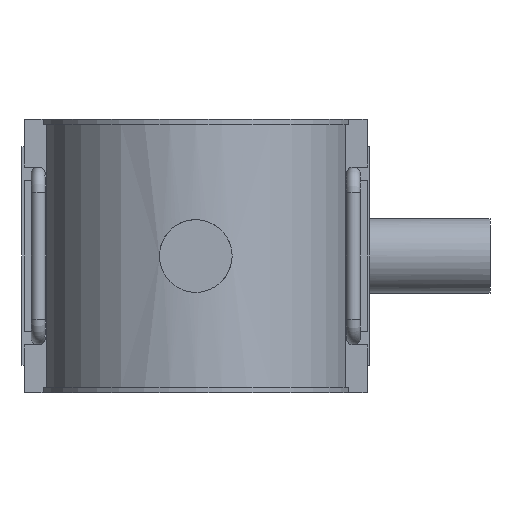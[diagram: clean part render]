
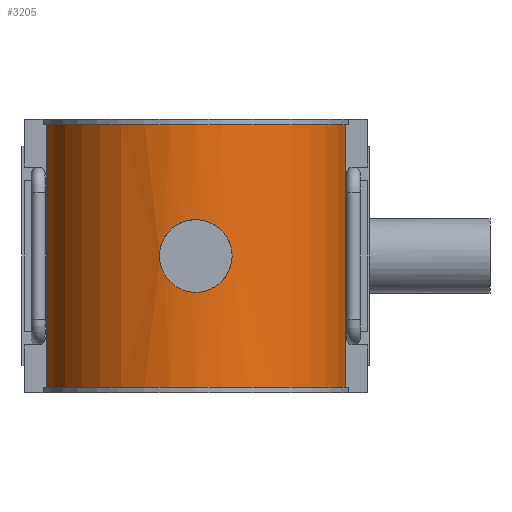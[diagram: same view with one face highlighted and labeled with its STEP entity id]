
A CAD part, front view. The second image highlights one B-rep face of the part: STEP entity #3205.
In plain terms, the highlighted cylindrical face has radius 66 mm (diameter 132 mm), a partial arc.
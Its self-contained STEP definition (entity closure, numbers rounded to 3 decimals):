
#115=LINE('',#5476,#402);
#150=LINE('',#5751,#437);
#402=VECTOR('',#3909,113.28);
#437=VECTOR('',#3986,113.28);
#774=CIRCLE('',#3429,66.);
#782=CIRCLE('',#3443,66.);
#855=FACE_BOUND('',#1163,.T.);
#960=FACE_OUTER_BOUND('',#1162,.T.);
#1162=EDGE_LOOP('',(#2499,#2500,#2501,#2502));
#1163=EDGE_LOOP('',(#2503));
#1341=B_SPLINE_CURVE_WITH_KNOTS('',3,(#5303,#5304,#5305,#5306,#5307,#5308,
#5309,#5310,#5311,#5312,#5313,#5314,#5315,#5316,#5317,#5318,#5319,#5320,
#5321,#5322,#5323,#5324,#5325,#5326,#5327,#5328,#5329,#5330,#5331,#5332,
#5333,#5334,#5335,#5336,#5337,#5338,#5339,#5340,#5341,#5342,#5343,#5344,
#5345,#5346,#5347,#5348,#5349,#5350,#5351,#5352,#5353,#5354,#5355,#5356,
#5357,#5358,#5359,#5360,#5361,#5362,#5363,#5364,#5365,#5366,#5367,#5368),
 .UNSPECIFIED.,.T.,.F.,(4,2,2,2,2,2,2,2,2,2,2,2,2,2,2,2,2,2,2,2,2,2,2,2,
2,2,2,2,2,2,2,2,4),(0.,0.297,0.593,0.89,
1.186,1.483,1.779,2.076,2.372,
2.669,2.965,3.262,3.558,3.855,
4.152,4.448,4.745,5.041,5.338,
5.634,5.931,6.228,6.524,6.821,
7.117,7.414,7.71,8.007,8.303,
8.6,8.896,9.193,9.49),
 .UNSPECIFIED.);
#1462=VERTEX_POINT('',#5302);
#1474=VERTEX_POINT('',#5461);
#1475=VERTEX_POINT('',#5463);
#1479=VERTEX_POINT('',#5475);
#1500=VERTEX_POINT('',#5546);
#1815=EDGE_CURVE('',#1462,#1462,#1341,.T.);
#1830=EDGE_CURVE('',#1474,#1475,#774,.T.);
#1835=EDGE_CURVE('',#1474,#1479,#115,.T.);
#1859=EDGE_CURVE('',#1500,#1479,#782,.T.);
#1894=EDGE_CURVE('',#1475,#1500,#150,.T.);
#2499=ORIENTED_EDGE('',*,*,#1830,.T.);
#2500=ORIENTED_EDGE('',*,*,#1894,.T.);
#2501=ORIENTED_EDGE('',*,*,#1859,.T.);
#2502=ORIENTED_EDGE('',*,*,#1835,.F.);
#2503=ORIENTED_EDGE('',*,*,#1815,.T.);
#3111=CYLINDRICAL_SURFACE('',#3453,66.);
#3205=ADVANCED_FACE('',(#960,#855),#3111,.T.);
#3429=AXIS2_PLACEMENT_3D('',#5465,#3899,#3900);
#3443=AXIS2_PLACEMENT_3D('',#5547,#3946,#3947);
#3453=AXIS2_PLACEMENT_3D('',#5752,#3987,#3988);
#3899=DIRECTION('center_axis',(0.,0.,1.));
#3900=DIRECTION('ref_axis',(1.,0.,0.));
#3909=DIRECTION('',(0.,0.,1.));
#3946=DIRECTION('center_axis',(0.,0.,-1.));
#3947=DIRECTION('ref_axis',(1.,0.,0.));
#3986=DIRECTION('',(0.,0.,1.));
#3987=DIRECTION('center_axis',(0.,0.,1.));
#3988=DIRECTION('ref_axis',(1.,0.,0.));
#5302=CARTESIAN_POINT('',(15.68,-64.11,0.));
#5303=CARTESIAN_POINT('Ctrl Pts',(15.68,-64.11,0.));
#5304=CARTESIAN_POINT('Ctrl Pts',(15.68,-64.11,-0.989));
#5305=CARTESIAN_POINT('Ctrl Pts',(15.585,-64.134,-2.01));
#5306=CARTESIAN_POINT('Ctrl Pts',(15.186,-64.229,-4.038));
#5307=CARTESIAN_POINT('Ctrl Pts',(14.883,-64.301,-5.046));
#5308=CARTESIAN_POINT('Ctrl Pts',(14.081,-64.482,-6.976));
#5309=CARTESIAN_POINT('Ctrl Pts',(13.583,-64.59,-7.901));
#5310=CARTESIAN_POINT('Ctrl Pts',(12.433,-64.821,-9.609));
#5311=CARTESIAN_POINT('Ctrl Pts',(11.781,-64.944,-10.393));
#5312=CARTESIAN_POINT('Ctrl Pts',(10.394,-65.18,-11.781));
#5313=CARTESIAN_POINT('Ctrl Pts',(9.609,-65.302,-12.433));
#5314=CARTESIAN_POINT('Ctrl Pts',(7.901,-65.531,-13.583));
#5315=CARTESIAN_POINT('Ctrl Pts',(6.976,-65.637,-14.081));
#5316=CARTESIAN_POINT('Ctrl Pts',(5.046,-65.814,-14.883));
#5317=CARTESIAN_POINT('Ctrl Pts',(4.038,-65.884,-15.186));
#5318=CARTESIAN_POINT('Ctrl Pts',(2.009,-65.977,-15.585));
#5319=CARTESIAN_POINT('Ctrl Pts',(0.988,-66.,-15.68));
#5320=CARTESIAN_POINT('Ctrl Pts',(-0.988,-66.,-15.68));
#5321=CARTESIAN_POINT('Ctrl Pts',(-2.009,-65.977,-15.585));
#5322=CARTESIAN_POINT('Ctrl Pts',(-4.038,-65.884,-15.186));
#5323=CARTESIAN_POINT('Ctrl Pts',(-5.046,-65.814,-14.883));
#5324=CARTESIAN_POINT('Ctrl Pts',(-6.976,-65.637,-14.081));
#5325=CARTESIAN_POINT('Ctrl Pts',(-7.901,-65.531,-13.583));
#5326=CARTESIAN_POINT('Ctrl Pts',(-9.609,-65.302,-12.433));
#5327=CARTESIAN_POINT('Ctrl Pts',(-10.394,-65.18,-11.781));
#5328=CARTESIAN_POINT('Ctrl Pts',(-11.781,-64.944,-10.393));
#5329=CARTESIAN_POINT('Ctrl Pts',(-12.433,-64.821,-9.609));
#5330=CARTESIAN_POINT('Ctrl Pts',(-13.583,-64.59,-7.901));
#5331=CARTESIAN_POINT('Ctrl Pts',(-14.081,-64.482,-6.976));
#5332=CARTESIAN_POINT('Ctrl Pts',(-14.883,-64.301,-5.046));
#5333=CARTESIAN_POINT('Ctrl Pts',(-15.186,-64.229,-4.038));
#5334=CARTESIAN_POINT('Ctrl Pts',(-15.585,-64.134,-2.01));
#5335=CARTESIAN_POINT('Ctrl Pts',(-15.68,-64.11,-0.989));
#5336=CARTESIAN_POINT('Ctrl Pts',(-15.68,-64.11,0.989));
#5337=CARTESIAN_POINT('Ctrl Pts',(-15.585,-64.134,2.01));
#5338=CARTESIAN_POINT('Ctrl Pts',(-15.186,-64.229,4.038));
#5339=CARTESIAN_POINT('Ctrl Pts',(-14.883,-64.301,5.046));
#5340=CARTESIAN_POINT('Ctrl Pts',(-14.081,-64.482,6.976));
#5341=CARTESIAN_POINT('Ctrl Pts',(-13.583,-64.59,7.901));
#5342=CARTESIAN_POINT('Ctrl Pts',(-12.433,-64.821,9.609));
#5343=CARTESIAN_POINT('Ctrl Pts',(-11.781,-64.944,10.393));
#5344=CARTESIAN_POINT('Ctrl Pts',(-10.394,-65.18,11.781));
#5345=CARTESIAN_POINT('Ctrl Pts',(-9.609,-65.302,12.433));
#5346=CARTESIAN_POINT('Ctrl Pts',(-7.901,-65.531,13.583));
#5347=CARTESIAN_POINT('Ctrl Pts',(-6.976,-65.637,14.081));
#5348=CARTESIAN_POINT('Ctrl Pts',(-5.046,-65.814,14.883));
#5349=CARTESIAN_POINT('Ctrl Pts',(-4.038,-65.884,15.186));
#5350=CARTESIAN_POINT('Ctrl Pts',(-2.009,-65.977,15.585));
#5351=CARTESIAN_POINT('Ctrl Pts',(-0.988,-66.,15.68));
#5352=CARTESIAN_POINT('Ctrl Pts',(0.988,-66.,15.68));
#5353=CARTESIAN_POINT('Ctrl Pts',(2.009,-65.977,15.585));
#5354=CARTESIAN_POINT('Ctrl Pts',(4.038,-65.884,15.186));
#5355=CARTESIAN_POINT('Ctrl Pts',(5.046,-65.814,14.883));
#5356=CARTESIAN_POINT('Ctrl Pts',(6.976,-65.637,14.081));
#5357=CARTESIAN_POINT('Ctrl Pts',(7.901,-65.531,13.583));
#5358=CARTESIAN_POINT('Ctrl Pts',(9.609,-65.302,12.433));
#5359=CARTESIAN_POINT('Ctrl Pts',(10.394,-65.18,11.781));
#5360=CARTESIAN_POINT('Ctrl Pts',(11.781,-64.944,10.393));
#5361=CARTESIAN_POINT('Ctrl Pts',(12.433,-64.821,9.609));
#5362=CARTESIAN_POINT('Ctrl Pts',(13.583,-64.59,7.901));
#5363=CARTESIAN_POINT('Ctrl Pts',(14.081,-64.482,6.976));
#5364=CARTESIAN_POINT('Ctrl Pts',(14.883,-64.301,5.046));
#5365=CARTESIAN_POINT('Ctrl Pts',(15.186,-64.229,4.038));
#5366=CARTESIAN_POINT('Ctrl Pts',(15.585,-64.134,2.01));
#5367=CARTESIAN_POINT('Ctrl Pts',(15.68,-64.11,0.989));
#5368=CARTESIAN_POINT('Ctrl Pts',(15.68,-64.11,0.));
#5461=CARTESIAN_POINT('',(-64.552,-13.75,-56.64));
#5463=CARTESIAN_POINT('',(64.552,-13.75,-56.64));
#5465=CARTESIAN_POINT('Origin',(0.,0.,-56.64));
#5475=CARTESIAN_POINT('',(-64.552,-13.75,56.64));
#5476=CARTESIAN_POINT('',(-64.552,-13.75,0.));
#5546=CARTESIAN_POINT('',(64.552,-13.75,56.64));
#5547=CARTESIAN_POINT('Origin',(0.,0.,56.64));
#5751=CARTESIAN_POINT('',(64.552,-13.75,0.));
#5752=CARTESIAN_POINT('Origin',(0.,0.,0.));
